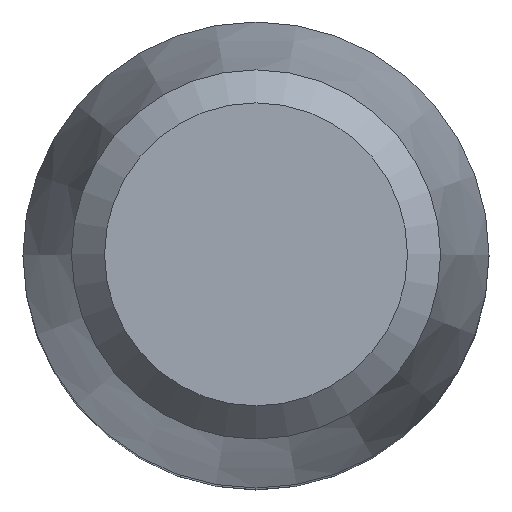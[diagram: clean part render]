
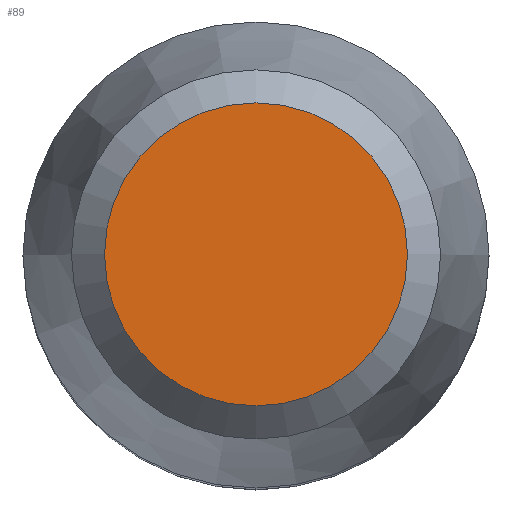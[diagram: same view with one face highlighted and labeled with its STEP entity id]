
A CAD part, top view. The second image highlights one B-rep face of the part: STEP entity #89.
In plain terms, the highlighted planar face has unit normal (0, 0, 1).
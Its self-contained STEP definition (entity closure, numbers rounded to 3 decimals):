
#51=PLANE('',#732);
#61=FACE_OUTER_BOUND('',#153,.T.);
#89=ADVANCED_FACE('',(#61),#51,.F.);
#153=EDGE_LOOP('',(#225));
#225=ORIENTED_EDGE('',*,*,#262,.T.);
#234=VERTEX_POINT('',#955);
#262=EDGE_CURVE('',#234,#234,#298,.T.);
#298=CIRCLE('',#706,1.99);
#706=AXIS2_PLACEMENT_3D('',#954,#811,#812);
#732=AXIS2_PLACEMENT_3D('',#1036,#875,#876);
#811=DIRECTION('',(0.,0.,1.));
#812=DIRECTION('',(-1.,0.,0.));
#875=DIRECTION('',(0.,0.,-1.));
#876=DIRECTION('',(-1.,0.,0.));
#954=CARTESIAN_POINT('',(0.,0.,62.2));
#955=CARTESIAN_POINT('',(-1.99,0.,62.2));
#1036=CARTESIAN_POINT('',(-10.5,0.,62.2));
